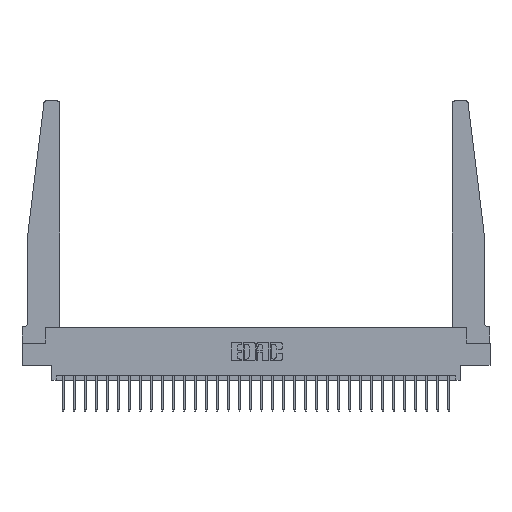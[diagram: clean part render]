
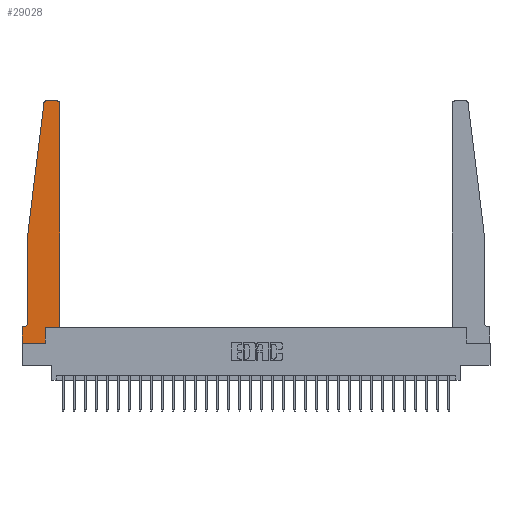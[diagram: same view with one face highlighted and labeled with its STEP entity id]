
A CAD part, top view. The second image highlights one B-rep face of the part: STEP entity #29028.
In plain terms, the highlighted planar face has unit normal (0, 0, 1).
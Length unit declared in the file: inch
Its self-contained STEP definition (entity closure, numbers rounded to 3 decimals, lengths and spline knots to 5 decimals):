
#397 = LINE ( 'NONE', #6815, #17100 ) ;
#483 = CARTESIAN_POINT ( 'NONE',  ( 0.425, 0.18, 0.37 ) ) ;
#571 = VERTEX_POINT ( 'NONE', #22521 ) ;
#614 = CIRCLE ( 'NONE', #11060, 0.03 ) ;
#661 = VECTOR ( 'NONE', #25118, 39.37008 ) ;
#1210 = VERTEX_POINT ( 'NONE', #15944 ) ;
#1216 = EDGE_CURVE ( 'NONE', #28651, #24560, #397, .T. ) ;
#1230 = ORIENTED_EDGE ( 'NONE', *, *, #22535, .T. ) ;
#1278 = VERTEX_POINT ( 'NONE', #18386 ) ;
#1867 = EDGE_LOOP ( 'NONE', ( #20852, #25511, #1230, #7919, #23202, #5702, #12169, #5687, #28902, #2189, #28877, #16798 ) ) ;
#2189 = ORIENTED_EDGE ( 'NONE', *, *, #3629, .T. ) ;
#2266 = PLANE ( 'NONE',  #15936 ) ;
#2426 = VECTOR ( 'NONE', #23440, 39.37008 ) ;
#2668 = VECTOR ( 'NONE', #13290, 39.37008 ) ;
#3042 = CIRCLE ( 'NONE', #13132, 0.03 ) ;
#3103 = CARTESIAN_POINT ( 'NONE',  ( 0.065, 1.25, 0.37 ) ) ;
#3338 = DIRECTION ( 'NONE',  ( 0., 0., 1. ) ) ;
#3387 = LINE ( 'NONE', #28972, #2668 ) ;
#3552 = LINE ( 'NONE', #3103, #26858 ) ;
#3629 = EDGE_CURVE ( 'NONE', #18843, #1278, #4089, .T. ) ;
#3647 = CARTESIAN_POINT ( 'NONE',  ( 0.2605, 0.18, 0.37 ) ) ;
#3723 = CARTESIAN_POINT ( 'NONE',  ( 0.27653, 2.72, 0.37 ) ) ;
#4089 = LINE ( 'NONE', #483, #27373 ) ;
#4574 = CARTESIAN_POINT ( 'NONE',  ( 0., 0.1875, 0.37 ) ) ;
#4623 = DIRECTION ( 'NONE',  ( 0., -1., 0. ) ) ;
#4862 = CARTESIAN_POINT ( 'NONE',  ( 0.425, 2.72, 0.37 ) ) ;
#5029 = VERTEX_POINT ( 'NONE', #15685 ) ;
#5239 = VERTEX_POINT ( 'NONE', #20972 ) ;
#5305 = CARTESIAN_POINT ( 'NONE',  ( 0.2605, 0.18, 0.37 ) ) ;
#5687 = ORIENTED_EDGE ( 'NONE', *, *, #26670, .T. ) ;
#5702 = ORIENTED_EDGE ( 'NONE', *, *, #12687, .T. ) ;
#6008 = DIRECTION ( 'NONE',  ( 1., 0., 0. ) ) ;
#6815 = CARTESIAN_POINT ( 'NONE',  ( 0., 0., 0.37 ) ) ;
#6865 = DIRECTION ( 'NONE',  ( 0., 0., 1. ) ) ;
#7110 = CARTESIAN_POINT ( 'NONE',  ( 0.425, 0.18, 0.37 ) ) ;
#7363 = VECTOR ( 'NONE', #25478, 39.37008 ) ;
#7528 = DIRECTION ( 'NONE',  ( 0., -1., 0. ) ) ;
#7785 = LINE ( 'NONE', #5305, #2426 ) ;
#7919 = ORIENTED_EDGE ( 'NONE', *, *, #23797, .T. ) ;
#7992 = DIRECTION ( 'NONE',  ( 0., 0., -1. ) ) ;
#8249 = VERTEX_POINT ( 'NONE', #20845 ) ;
#8440 = EDGE_CURVE ( 'NONE', #5239, #8249, #13123, .T. ) ;
#9285 = CARTESIAN_POINT ( 'NONE',  ( 0.395, 2.75, 0.37 ) ) ;
#10060 = EDGE_CURVE ( 'NONE', #1278, #20661, #12060, .T. ) ;
#10226 = EDGE_CURVE ( 'NONE', #1210, #18843, #7785, .T. ) ;
#10630 = VERTEX_POINT ( 'NONE', #9285 ) ;
#11060 = AXIS2_PLACEMENT_3D ( 'NONE', #3723, #19568, #6008 ) ;
#11786 = EDGE_CURVE ( 'NONE', #10630, #20644, #24614, .T. ) ;
#12042 = CARTESIAN_POINT ( 'NONE',  ( 0.25, 2.75, 0.37 ) ) ;
#12060 = LINE ( 'NONE', #7110, #661 ) ;
#12169 = ORIENTED_EDGE ( 'NONE', *, *, #1216, .T. ) ;
#12256 = DIRECTION ( 'NONE',  ( -0.122, -0.992, 0. ) ) ;
#12372 = VECTOR ( 'NONE', #7528, 39.37008 ) ;
#12426 = EDGE_CURVE ( 'NONE', #20661, #10630, #3042, .T. ) ;
#12687 = EDGE_CURVE ( 'NONE', #8249, #28651, #3387, .T. ) ;
#13123 = CIRCLE ( 'NONE', #20813, 0.05 ) ;
#13132 = AXIS2_PLACEMENT_3D ( 'NONE', #16949, #3338, #19198 ) ;
#13290 = DIRECTION ( 'NONE',  ( -1., 0., 0. ) ) ;
#14383 = CARTESIAN_POINT ( 'NONE',  ( 0.065, 1.25, 0.37 ) ) ;
#15685 = CARTESIAN_POINT ( 'NONE',  ( 0.065, 1.25, 0.37 ) ) ;
#15936 = AXIS2_PLACEMENT_3D ( 'NONE', #4574, #6865, #22637 ) ;
#15944 = CARTESIAN_POINT ( 'NONE',  ( 0.2605, 0., 0.37 ) ) ;
#16702 = CARTESIAN_POINT ( 'NONE',  ( 0., 0.1875, 0.37 ) ) ;
#16798 = ORIENTED_EDGE ( 'NONE', *, *, #12426, .T. ) ;
#16949 = CARTESIAN_POINT ( 'NONE',  ( 0.395, 2.72, 0.37 ) ) ;
#17100 = VECTOR ( 'NONE', #4623, 39.37008 ) ;
#18386 = CARTESIAN_POINT ( 'NONE',  ( 0.425, 0.18, 0.37 ) ) ;
#18574 = FACE_OUTER_BOUND ( 'NONE', #1867, .T. ) ;
#18843 = VERTEX_POINT ( 'NONE', #3647 ) ;
#19198 = DIRECTION ( 'NONE',  ( 1., 0., 0. ) ) ;
#19353 = CARTESIAN_POINT ( 'NONE',  ( 0., 0., 0.37 ) ) ;
#19568 = DIRECTION ( 'NONE',  ( 0., 0., 1. ) ) ;
#20644 = VERTEX_POINT ( 'NONE', #22817 ) ;
#20661 = VERTEX_POINT ( 'NONE', #4862 ) ;
#20813 = AXIS2_PLACEMENT_3D ( 'NONE', #21501, #7992, #23727 ) ;
#20845 = CARTESIAN_POINT ( 'NONE',  ( 0.015, 0.1875, 0.37 ) ) ;
#20852 = ORIENTED_EDGE ( 'NONE', *, *, #11786, .T. ) ;
#20972 = CARTESIAN_POINT ( 'NONE',  ( 0.065, 0.2375, 0.37 ) ) ;
#21117 = CARTESIAN_POINT ( 'NONE',  ( 0., 0., 0.37 ) ) ;
#21501 = CARTESIAN_POINT ( 'NONE',  ( 0.015, 0.2375, 0.37 ) ) ;
#22521 = CARTESIAN_POINT ( 'NONE',  ( 0.24675, 2.72367, 0.37 ) ) ;
#22535 = EDGE_CURVE ( 'NONE', #571, #5029, #3552, .T. ) ;
#22637 = DIRECTION ( 'NONE',  ( 1., 0., 0. ) ) ;
#22817 = CARTESIAN_POINT ( 'NONE',  ( 0.27653, 2.75, 0.37 ) ) ;
#23202 = ORIENTED_EDGE ( 'NONE', *, *, #8440, .T. ) ;
#23440 = DIRECTION ( 'NONE',  ( 0., 1., 0. ) ) ;
#23727 = DIRECTION ( 'NONE',  ( -1., 0., 0. ) ) ;
#23797 = EDGE_CURVE ( 'NONE', #5029, #5239, #24313, .T. ) ;
#23830 = VECTOR ( 'NONE', #25578, 39.37008 ) ;
#24061 = EDGE_CURVE ( 'NONE', #20644, #571, #614, .T. ) ;
#24313 = LINE ( 'NONE', #14383, #12372 ) ;
#24546 = LINE ( 'NONE', #21117, #23830 ) ;
#24560 = VERTEX_POINT ( 'NONE', #19353 ) ;
#24614 = LINE ( 'NONE', #12042, #7363 ) ;
#25118 = DIRECTION ( 'NONE',  ( 0., 1., 0. ) ) ;
#25478 = DIRECTION ( 'NONE',  ( -1., 0., 0. ) ) ;
#25511 = ORIENTED_EDGE ( 'NONE', *, *, #24061, .T. ) ;
#25578 = DIRECTION ( 'NONE',  ( 1., 0., 0. ) ) ;
#26670 = EDGE_CURVE ( 'NONE', #24560, #1210, #24546, .T. ) ;
#26858 = VECTOR ( 'NONE', #12256, 39.37008 ) ;
#27373 = VECTOR ( 'NONE', #27642, 39.37008 ) ;
#27642 = DIRECTION ( 'NONE',  ( 1., 0., 0. ) ) ;
#28651 = VERTEX_POINT ( 'NONE', #16702 ) ;
#28877 = ORIENTED_EDGE ( 'NONE', *, *, #10060, .T. ) ;
#28902 = ORIENTED_EDGE ( 'NONE', *, *, #10226, .T. ) ;
#28972 = CARTESIAN_POINT ( 'NONE',  ( 0.065, 0.1875, 0.37 ) ) ;
#29028 = ADVANCED_FACE ( 'NONE', ( #18574 ), #2266, .T. ) ;
